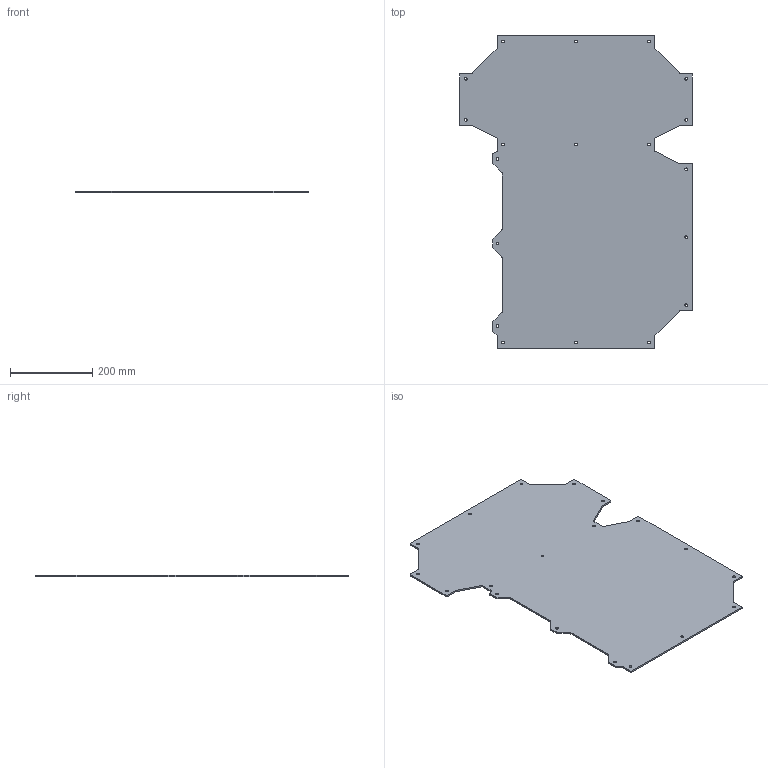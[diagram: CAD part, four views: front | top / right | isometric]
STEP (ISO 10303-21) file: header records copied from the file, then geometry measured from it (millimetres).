
FILE_DESCRIPTION(/* description */ (''),/* implementation_level */ '2;1');
FILE_NAME(/* name */ 'panel_enc2_side_300.step',/* time_stamp */ '2022-09-15T17:05:38+01:00',/* author */ (''),/* organization */ (''),/* preprocessor_version */ 'ST-DEVELOPER v19',/* originating_system */ 'Autodesk Translation Framework v11.7.0.108',/* authorisation */ '');
FILE_SCHEMA (('AUTOMOTIVE_DESIGN { 1 0 10303 214 3 1 1 }'));
Length unit declared in the file: millimetre
Products named in the file (1): panel_enc2_side_300
Bounding box: 565 x 760 x 4 mm (x, y, z)
Volume: 1406614.7 mm3; surface area: 715661.7 mm2
Topology: 1 solids, 1 shells, 89 faces, 261 edges, 174 vertices
Faces by surface type: cylinder 53, plane 36
Full cylindrical faces by diameter (mm): 6.6 x19
Entity records: 3110 total; most frequent: DIRECTION 547, CARTESIAN_POINT 525, ORIENTED_EDGE 522, EDGE_CURVE 261, AXIS2_PLACEMENT_3D 196, VERTEX_POINT 174, LINE 155, VECTOR 155
